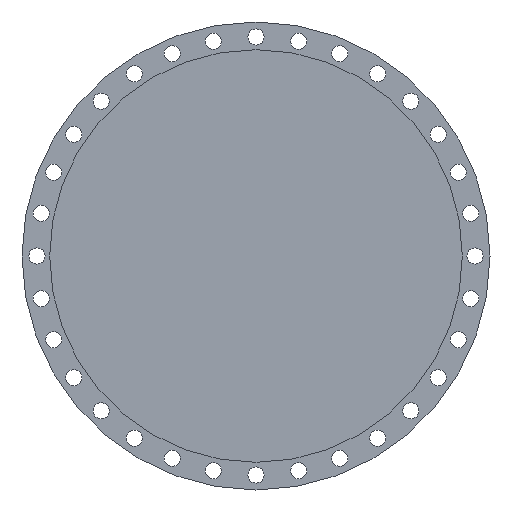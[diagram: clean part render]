
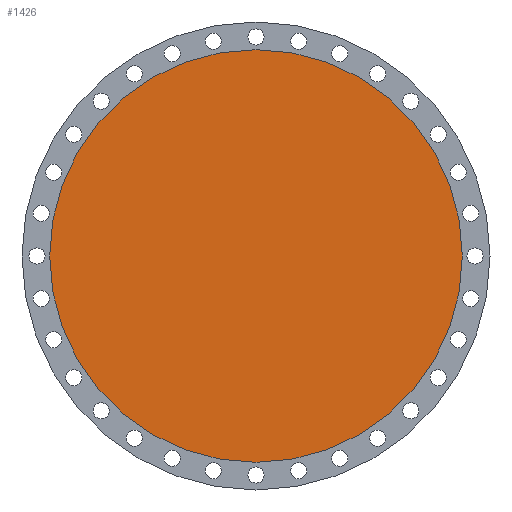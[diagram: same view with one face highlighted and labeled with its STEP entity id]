
A CAD part, left-side view. The second image highlights one B-rep face of the part: STEP entity #1426.
In plain terms, the highlighted planar face has unit normal (-1, 0, 0).
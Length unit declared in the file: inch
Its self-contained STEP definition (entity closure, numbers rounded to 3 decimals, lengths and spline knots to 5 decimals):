
#115 = DIRECTION ( 'NONE',  ( -1., 0., 0. ) ) ;
#400 = DIRECTION ( 'NONE',  ( 0., 0., 1. ) ) ;
#450 = PLANE ( 'NONE',  #2382 ) ;
#461 = CARTESIAN_POINT ( 'NONE',  ( 0., 0., -22.375 ) ) ;
#546 = DIRECTION ( 'NONE',  ( -1., 0., 0. ) ) ;
#560 = CARTESIAN_POINT ( 'NONE',  ( 0., 0., 22.375 ) ) ;
#777 = AXIS2_PLACEMENT_3D ( 'NONE', #964, #115, #2343 ) ;
#785 = CIRCLE ( 'NONE', #777, 22.375 ) ;
#895 = AXIS2_PLACEMENT_3D ( 'NONE', #2354, #546, #1336 ) ;
#964 = CARTESIAN_POINT ( 'NONE',  ( 0., 0., 0. ) ) ;
#1336 = DIRECTION ( 'NONE',  ( 0., 0., 1. ) ) ;
#1413 = VERTEX_POINT ( 'NONE', #560 ) ;
#1426 = ADVANCED_FACE ( 'NONE', ( #2212 ), #450, .T. ) ;
#1498 = ORIENTED_EDGE ( 'NONE', *, *, #1731, .T. ) ;
#1632 = DIRECTION ( 'NONE',  ( -1., 0., 0. ) ) ;
#1634 = VERTEX_POINT ( 'NONE', #461 ) ;
#1731 = EDGE_CURVE ( 'NONE', #1634, #1413, #2511, .T. ) ;
#1766 = EDGE_CURVE ( 'NONE', #1413, #1634, #785, .T. ) ;
#1834 = CARTESIAN_POINT ( 'NONE',  ( 0., 0., 0. ) ) ;
#2212 = FACE_OUTER_BOUND ( 'NONE', #2376, .T. ) ;
#2343 = DIRECTION ( 'NONE',  ( 0., 0., 1. ) ) ;
#2354 = CARTESIAN_POINT ( 'NONE',  ( 0., 0., 0. ) ) ;
#2376 = EDGE_LOOP ( 'NONE', ( #2415, #1498 ) ) ;
#2382 = AXIS2_PLACEMENT_3D ( 'NONE', #1834, #1632, #400 ) ;
#2415 = ORIENTED_EDGE ( 'NONE', *, *, #1766, .T. ) ;
#2511 = CIRCLE ( 'NONE', #895, 22.375 ) ;
